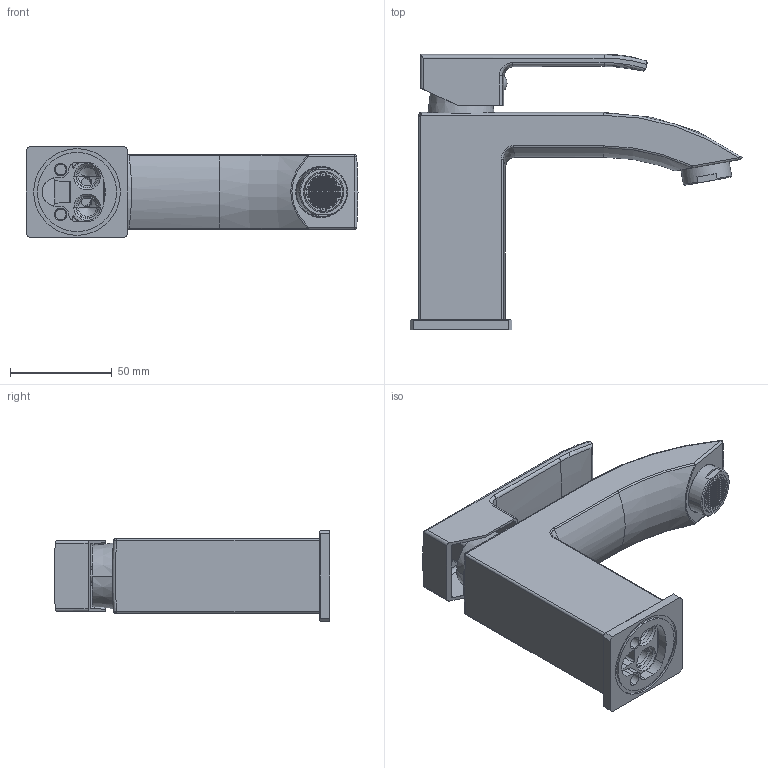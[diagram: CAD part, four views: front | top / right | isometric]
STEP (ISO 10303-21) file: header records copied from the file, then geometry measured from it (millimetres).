
FILE_DESCRIPTION((''),'2;1');
FILE_NAME('LES071CR','2021-11-02T14:53:08',('ut3'),('PAFFONI SpA'),'CREO PARAMETRIC BY PTC INC, 2020044','CREO PARAMETRIC BY PTC INC, 2020044','');
FILE_SCHEMA(('CONFIG_CONTROL_DESIGN','SHAPE_APPEARANCE_LAYERS_GROUPS'));
Products named in the file (1): LES071CR
Bounding box: 162.82 x 134.98 x 45 mm (x, y, z)
Volume: 164563 mm3; surface area: 92023.8 mm2
Topology: 2 solids, 2 shells, 2622 faces, 7445 edges, 4749 vertices
Faces by surface type: plane 1721, cylinder 479, torus 141, bspline 123, sphere 81, cone 77
Entity records: 107697 total; most frequent: CARTESIAN_POINT 29662, ORIENTED_EDGE 14756, DIRECTION 13925, EDGE_CURVE 7378, VERTEX_POINT 4749, AXIS2_PLACEMENT_3D 4714, VECTOR 4497, LINE 4497
